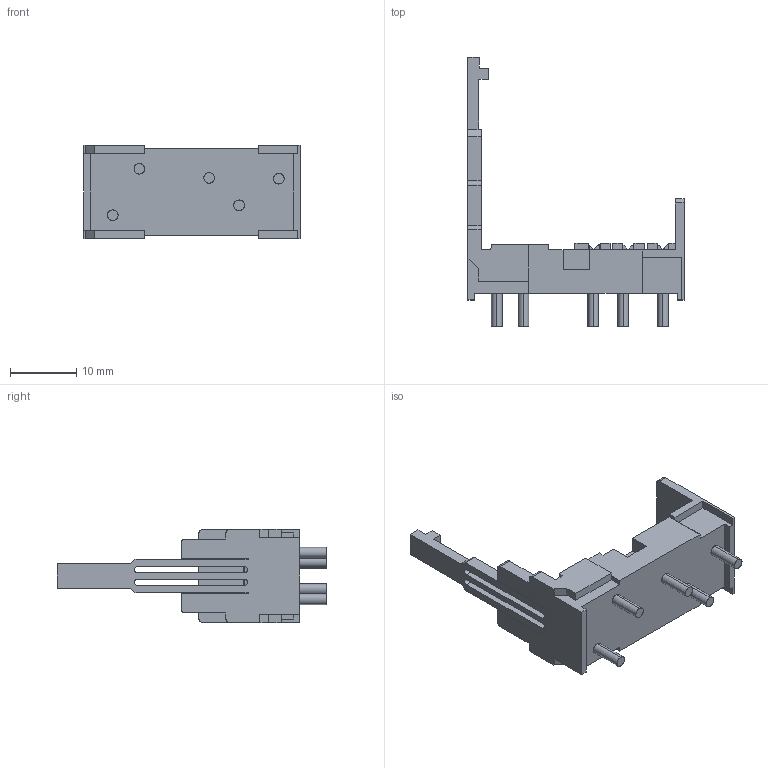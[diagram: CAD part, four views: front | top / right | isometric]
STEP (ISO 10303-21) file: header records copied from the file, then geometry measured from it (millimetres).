
FILE_DESCRIPTION (( 'STEP AP214' ), '1' );
FILE_NAME ('PCBSED.STEP', '2011-07-23T21:28:04', ( 'LALo' ), ( 'Edi Foundation' ), 'SwSTEP 2.0', 'SolidWorks 2011', '' );
FILE_SCHEMA (( 'AUTOMOTIVE_DESIGN' ));
Length unit declared in the file: inch
Products named in the file (1): PCBSED
Bounding box: 32.54 x 40.5 x 14 mm (x, y, z)
Surface area: 3277.2 mm2 (no closed solid volume)
Topology: 0 solids, 417 shells, 419 faces, 2211 edges, 2209 vertices
Faces by surface type: plane 375, cylinder 44
Entity records: 23618 total; most frequent: CARTESIAN_POINT 6841, DIRECTION 3034, ORIENTED_EDGE 2213, EDGE_CURVE 2211, VERTEX_POINT 2209, VECTOR 1978, LINE 1978, AXIS2_PLACEMENT_3D 528
